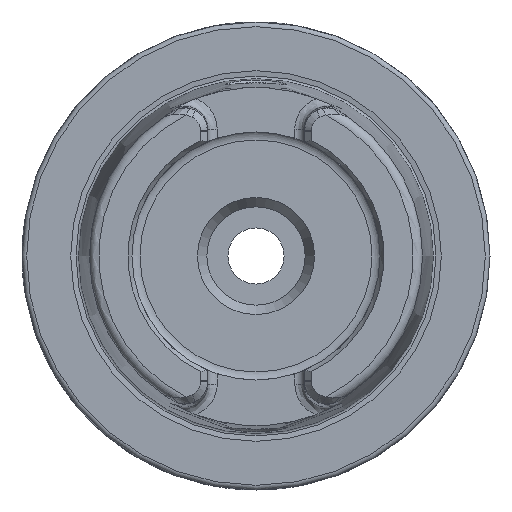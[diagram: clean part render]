
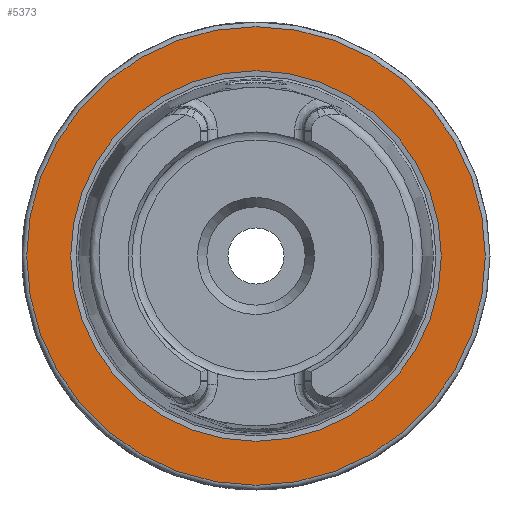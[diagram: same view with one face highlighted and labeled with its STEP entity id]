
A CAD part, left-side view. The second image highlights one B-rep face of the part: STEP entity #5373.
In plain terms, the highlighted planar face has unit normal (-1, 0, 0).
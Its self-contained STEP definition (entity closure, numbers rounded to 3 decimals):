
#408=FACE_BOUND('',#1060,.T.);
#494=PLANE('',#5852);
#752=FACE_OUTER_BOUND('',#1059,.T.);
#1059=EDGE_LOOP('',(#4735,#4736));
#1060=EDGE_LOOP('',(#4737,#4738));
#1933=CIRCLE('',#5850,39.587);
#1934=CIRCLE('',#5851,39.587);
#1935=CIRCLE('',#5853,49.);
#1936=CIRCLE('',#5854,49.);
#2458=VERTEX_POINT('',#12913);
#2459=VERTEX_POINT('',#12915);
#2460=VERTEX_POINT('',#12919);
#2461=VERTEX_POINT('',#12920);
#3243=EDGE_CURVE('',#2459,#2458,#1933,.T.);
#3244=EDGE_CURVE('',#2458,#2459,#1934,.T.);
#3245=EDGE_CURVE('',#2460,#2461,#1935,.T.);
#3246=EDGE_CURVE('',#2461,#2460,#1936,.T.);
#4735=ORIENTED_EDGE('',*,*,#3245,.F.);
#4736=ORIENTED_EDGE('',*,*,#3246,.F.);
#4737=ORIENTED_EDGE('',*,*,#3243,.T.);
#4738=ORIENTED_EDGE('',*,*,#3244,.T.);
#5373=ADVANCED_FACE('',(#752,#408),#494,.T.);
#5850=AXIS2_PLACEMENT_3D('',#12916,#7018,#7019);
#5851=AXIS2_PLACEMENT_3D('',#12917,#7020,#7021);
#5852=AXIS2_PLACEMENT_3D('',#12918,#7022,#7023);
#5853=AXIS2_PLACEMENT_3D('',#12921,#7024,#7025);
#5854=AXIS2_PLACEMENT_3D('',#12922,#7026,#7027);
#7018=DIRECTION('center_axis',(1.,0.,0.));
#7019=DIRECTION('ref_axis',(0.,0.,-1.));
#7020=DIRECTION('center_axis',(1.,0.,0.));
#7021=DIRECTION('ref_axis',(0.,0.,-1.));
#7022=DIRECTION('center_axis',(-1.,0.,0.));
#7023=DIRECTION('ref_axis',(0.,0.,1.));
#7024=DIRECTION('center_axis',(1.,0.,0.));
#7025=DIRECTION('ref_axis',(0.,0.,-1.));
#7026=DIRECTION('center_axis',(1.,0.,0.));
#7027=DIRECTION('ref_axis',(0.,0.,-1.));
#12913=CARTESIAN_POINT('',(0.,-39.587,0.));
#12915=CARTESIAN_POINT('',(0.,39.587,0.));
#12916=CARTESIAN_POINT('Origin',(0.,0.,0.));
#12917=CARTESIAN_POINT('Origin',(0.,0.,0.));
#12918=CARTESIAN_POINT('Origin',(0.,49.,
0.));
#12919=CARTESIAN_POINT('',(0.,49.,0.));
#12920=CARTESIAN_POINT('',(0.,0.,
49.));
#12921=CARTESIAN_POINT('Origin',(0.,0.,0.));
#12922=CARTESIAN_POINT('Origin',(0.,0.,0.));
